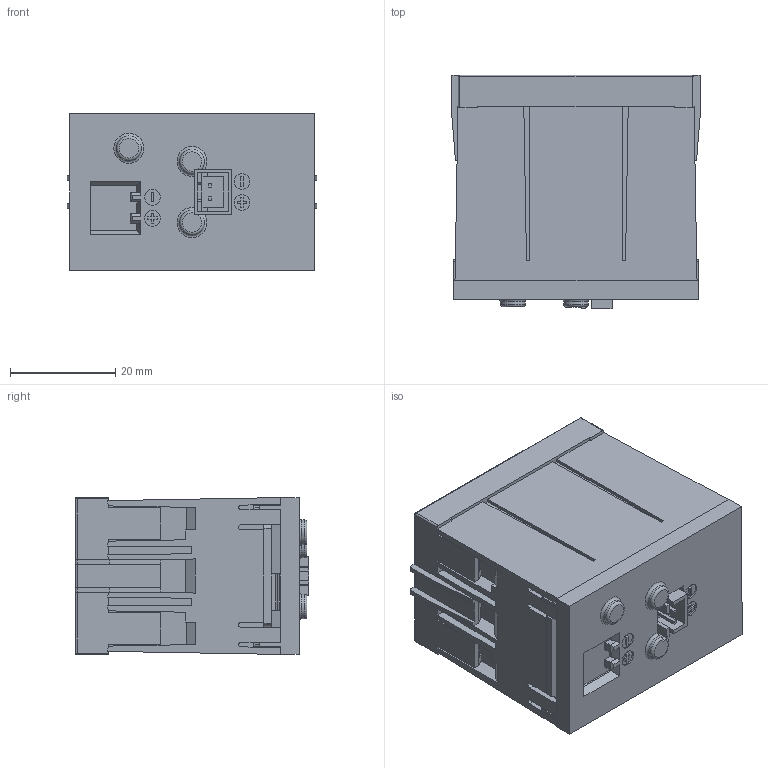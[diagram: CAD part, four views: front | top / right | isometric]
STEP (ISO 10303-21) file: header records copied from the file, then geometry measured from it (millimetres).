
FILE_DESCRIPTION(/* description */ (''),/* implementation_level */ '2;1');
FILE_NAME(/* name */ 'ASI_SAW22E_vereinfacht.stp',/* time_stamp */ '2024-06-25T13:36:41+02:00',/* author */ ('Gn'),/* organization */ (''),/* preprocessor_version */ 'ST-DEVELOPER v19.2',/* originating_system */ 'Autodesk Inventor 2023',/* authorisation */ '');
FILE_SCHEMA (('AUTOMOTIVE_DESIGN { 1 0 10303 214 3 1 1 }'));
Length unit declared in the file: centimetre
Products named in the file (1): Bauteil576
Bounding box: 47.4 x 44.3 x 29.95 mm (x, y, z)
Volume: 48522.7 mm3; surface area: 18092.6 mm2
Topology: 1 solids, 5 shells, 902 faces, 2549 edges, 1603 vertices
Faces by surface type: plane 615, cylinder 187, sphere 40, torus 28, bspline 16, cone 16
Full cylindrical faces by diameter (mm): 1 x2, 3 x4, 3.1 x3, 4.7 x1, 6.9 x1, 21.2 x1
Entity records: 30590 total; most frequent: CARTESIAN_POINT 6345, ORIENTED_EDGE 5026, DIRECTION 4653, EDGE_CURVE 2513, LINE 1899, VECTOR 1899, VERTEX_POINT 1603, AXIS2_PLACEMENT_3D 1377
